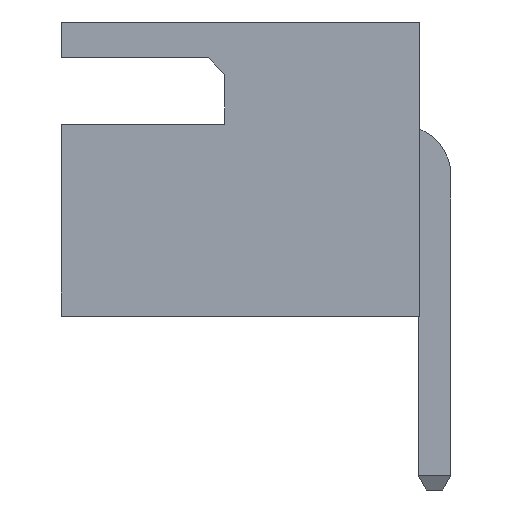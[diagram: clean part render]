
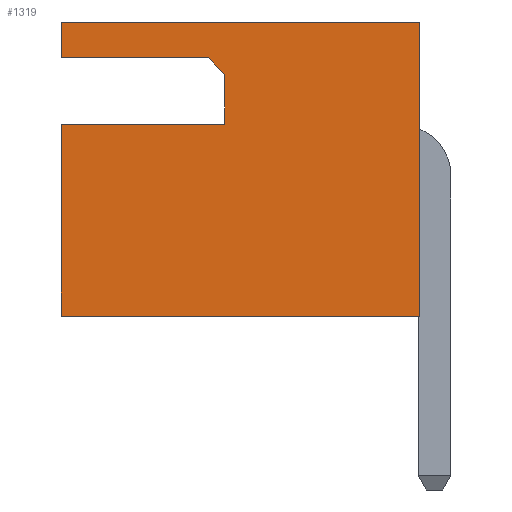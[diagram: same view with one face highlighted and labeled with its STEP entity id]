
A CAD part, left-side view. The second image highlights one B-rep face of the part: STEP entity #1319.
In plain terms, the highlighted planar face has unit normal (-1, 0, 0).
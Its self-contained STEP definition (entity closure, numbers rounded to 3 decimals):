
#1319=ADVANCED_FACE('',(#2450),#2452,.T.);
#2450=FACE_BOUND('',#2451,.T.);
#2451=EDGE_LOOP('',(#3394,#3395,#3396,#3397,#3398,#3399,#3400,#3401,#3402));
#2452=PLANE('',#2453);
#2453=AXIS2_PLACEMENT_3D('',#2454,#2455,#2456);
#2454=CARTESIAN_POINT('',(-37.55,0.3,0.));
#2455=DIRECTION('',(-1.,0.,0.));
#2456=DIRECTION('',(0.,0.,1.));
#3394=ORIENTED_EDGE('',*,*,#3966,.T.);
#3395=ORIENTED_EDGE('',*,*,#3967,.T.);
#3396=ORIENTED_EDGE('',*,*,#3968,.F.);
#3397=ORIENTED_EDGE('',*,*,#3878,.F.);
#3398=ORIENTED_EDGE('',*,*,#3902,.T.);
#3399=ORIENTED_EDGE('',*,*,#3952,.T.);
#3400=ORIENTED_EDGE('',*,*,#3969,.F.);
#3401=ORIENTED_EDGE('',*,*,#3970,.T.);
#3402=ORIENTED_EDGE('',*,*,#3971,.T.);
#3878=EDGE_CURVE('',#4458,#4460,#4461,.T.);
#3902=EDGE_CURVE('',#4458,#4491,#4493,.T.);
#3952=EDGE_CURVE('',#4491,#4561,#4563,.T.);
#3966=EDGE_CURVE('',#4577,#4578,#4579,.F.);
#3967=EDGE_CURVE('',#4578,#4580,#4581,.F.);
#3968=EDGE_CURVE('',#4460,#4580,#4582,.T.);
#3969=EDGE_CURVE('',#4583,#4561,#4584,.T.);
#3970=EDGE_CURVE('',#4583,#4585,#4586,.F.);
#3971=EDGE_CURVE('',#4585,#4577,#4587,.F.);
#4458=VERTEX_POINT('',#5533);
#4460=VERTEX_POINT('',#5537);
#4461=LINE('',#5538,#5539);
#4491=VERTEX_POINT('',#5614);
#4493=LINE('',#5618,#5619);
#4561=VERTEX_POINT('',#5784);
#4563=LINE('',#5788,#5789);
#4577=VERTEX_POINT('',#5830);
#4578=VERTEX_POINT('',#5831);
#4579=LINE('',#5832,#5833);
#4580=VERTEX_POINT('',#5835);
#4581=LINE('',#5836,#5837);
#4582=LINE('',#5839,#5840);
#4583=VERTEX_POINT('',#5842);
#4584=LINE('',#5843,#5844);
#4585=VERTEX_POINT('',#5846);
#4586=LINE('',#5847,#5848);
#4587=LINE('',#5850,#5851);
#5533=CARTESIAN_POINT('',(-37.55,0.3,0.));
#5537=CARTESIAN_POINT('',(-37.55,7.3,0.));
#5538=CARTESIAN_POINT('',(-37.55,0.3,0.));
#5539=VECTOR('',#5540,1.);
#5540=DIRECTION('',(0.,1.,0.));
#5614=CARTESIAN_POINT('',(-37.55,0.3,5.75));
#5618=CARTESIAN_POINT('',(-37.55,0.3,0.));
#5619=VECTOR('',#5620,1.);
#5620=DIRECTION('',(0.,0.,1.));
#5784=CARTESIAN_POINT('',(-37.55,7.3,5.75));
#5788=CARTESIAN_POINT('',(-37.55,0.3,5.75));
#5789=VECTOR('',#5790,1.);
#5790=DIRECTION('',(0.,1.,0.));
#5830=CARTESIAN_POINT('',(-37.55,4.1,4.725));
#5831=CARTESIAN_POINT('',(-37.55,4.1,3.75));
#5832=CARTESIAN_POINT('',(-37.55,4.1,3.75));
#5833=VECTOR('',#5834,1.);
#5834=DIRECTION('',(0.,0.,1.));
#5835=CARTESIAN_POINT('',(-37.55,7.3,3.75));
#5836=CARTESIAN_POINT('',(-37.55,7.3,3.75));
#5837=VECTOR('',#5838,1.);
#5838=DIRECTION('',(0.,-1.,0.));
#5839=CARTESIAN_POINT('',(-37.55,7.3,0.));
#5840=VECTOR('',#5841,1.);
#5841=DIRECTION('',(0.,0.,1.));
#5842=CARTESIAN_POINT('',(-37.55,7.3,5.05));
#5843=CARTESIAN_POINT('',(-37.55,7.3,5.05));
#5844=VECTOR('',#5845,1.);
#5845=DIRECTION('',(0.,0.,1.));
#5846=CARTESIAN_POINT('',(-37.55,4.425,5.05));
#5847=CARTESIAN_POINT('',(-37.55,4.425,5.05));
#5848=VECTOR('',#5849,1.);
#5849=DIRECTION('',(0.,1.,0.));
#5850=CARTESIAN_POINT('',(-37.55,4.1,4.725));
#5851=VECTOR('',#5852,1.);
#5852=DIRECTION('',(0.,0.707,0.707));
